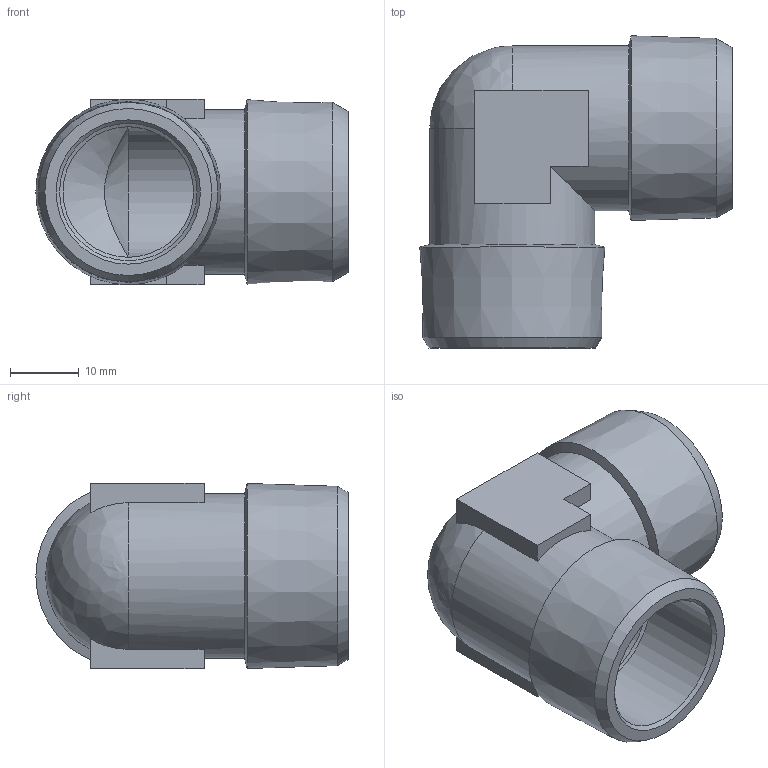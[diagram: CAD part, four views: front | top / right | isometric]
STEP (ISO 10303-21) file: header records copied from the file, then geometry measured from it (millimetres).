
FILE_DESCRIPTION (( 'STEP AP214' ), '1' );
FILE_NAME ('0500000010700A.STEP', '2013-08-07T14:54:14', ( 'ST01' ), ( '' ), 'SwSTEP 2.0', 'SolidWorks 2012', '' );
FILE_SCHEMA (( 'AUTOMOTIVE_DESIGN' ));
Length unit declared in the file: millimetre
Products named in the file (1): 0500000010700A
Bounding box: 45.46 x 45.44 x 27 mm (x, y, z)
Volume: 13922.7 mm3; surface area: 9507 mm2
Topology: 1 solids, 1 shells, 35 faces, 90 edges, 56 vertices
Faces by surface type: plane 16, cone 12, cylinder 6, bspline 1
Full cylindrical faces by diameter (mm): 19 x2, 20 x2, 24 x2
Entity records: 1497 total; most frequent: CARTESIAN_POINT 731, DIRECTION 140, ORIENTED_EDGE 138, EDGE_CURVE 69, AXIS2_PLACEMENT_3D 54, EDGE_LOOP 53, VERTEX_POINT 52, FACE_OUTER_BOUND 41
